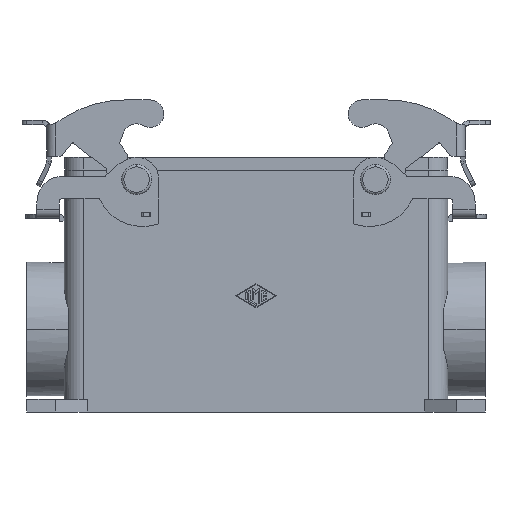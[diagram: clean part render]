
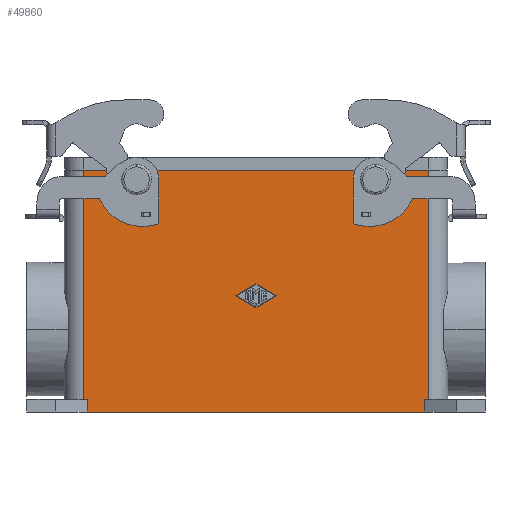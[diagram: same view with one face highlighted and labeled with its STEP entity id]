
A CAD part, front view. The second image highlights one B-rep face of the part: STEP entity #49860.
In plain terms, the highlighted planar face has unit normal (0, -1, 0).
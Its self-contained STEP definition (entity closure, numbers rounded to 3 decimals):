
#13440=CARTESIAN_POINT('',(0.,-22.25,1.5)
);
#13450=VERTEX_POINT('',#13440);
#13500=CARTESIAN_POINT('',(0.,-22.25,0.));
#13510=DIRECTION('',(0.,1.,0.));
#13520=DIRECTION('',(0.,0.,1.));
#13530=AXIS2_PLACEMENT_3D('',#13500,#13510,#13520);
#13540=CIRCLE('',#13530,1.5);
#13550=CARTESIAN_POINT('',(0.,-22.25,
-1.5));
#13560=VERTEX_POINT('',#13550);
#13570=EDGE_CURVE('',#13450,#13560,#13540,.T.);
#20370=CARTESIAN_POINT('',(-75.,-22.25,-1.5));
#20380=VERTEX_POINT('',#20370);
#20560=CARTESIAN_POINT('',(-75.,-22.25,1.5));
#20570=VERTEX_POINT('',#20560);
#20600=CARTESIAN_POINT('',(-75.,-22.25,0.));
#20610=DIRECTION('',(0.,1.,0.));
#20620=DIRECTION('',(0.,0.,1.));
#20630=AXIS2_PLACEMENT_3D('',#20600,#20610,#20620);
#20640=CIRCLE('',#20630,1.5);
#20650=EDGE_CURVE('',#20570,#20380,#20640,.T.);
#39460=CARTESIAN_POINT('',(-37.5,-22.25,-40.249));
#39470=VERTEX_POINT('',#39460);
#39520=CARTESIAN_POINT('',(-37.5,-22.25,-40.249));
#39530=DIRECTION('',(-0.866,0.,0.5));
#39540=VECTOR('',#39530,7.504);
#39550=LINE('',#39520,#39540);
#39560=CARTESIAN_POINT('',(-44.,-22.25,-36.5));
#39570=VERTEX_POINT('',#39560);
#39580=EDGE_CURVE('',#39470,#39570,#39550,.T.);
#39930=CARTESIAN_POINT('',(-31.,-22.25,-36.5));
#39940=VERTEX_POINT('',#39930);
#39990=CARTESIAN_POINT('',(-31.,-22.25,-36.5));
#40000=DIRECTION('',(-0.866,0.,-0.5));
#40010=VECTOR('',#40000,7.504);
#40020=LINE('',#39990,#40010);
#40030=EDGE_CURVE('',#39940,#39470,#40020,.T.);
#40310=CARTESIAN_POINT('',(-37.5,-22.25,-32.751));
#40320=VERTEX_POINT('',#40310);
#40370=CARTESIAN_POINT('',(-37.5,-22.25,-32.751));
#40380=DIRECTION('',(0.866,0.,-0.5));
#40390=VECTOR('',#40380,7.504);
#40400=LINE('',#40370,#40390);
#40410=EDGE_CURVE('',#40320,#39940,#40400,.T.);
#40660=CARTESIAN_POINT('',(-44.,-22.25,-36.5));
#40670=DIRECTION('',(0.866,0.,0.5));
#40680=VECTOR('',#40670,7.504);
#40690=LINE('',#40660,#40680);
#40700=EDGE_CURVE('',#39570,#40320,#40690,.T.);
#48990=CARTESIAN_POINT('',(15.5,-22.25,-73.));
#49000=DIRECTION('',(0.,-1.,0.));
#49010=DIRECTION('',(0.,0.,-1.));
#49020=AXIS2_PLACEMENT_3D('',#48990,#49000,#49010);
#49030=PLANE('',#49020);
#49040=CARTESIAN_POINT('',(-90.5,-22.25,-69.));
#49050=DIRECTION('',(-1.,0.,0.));
#49060=VECTOR('',#49050,1.25);
#49070=LINE('',#49040,#49060);
#49080=CARTESIAN_POINT('',(-90.5,-22.25,-69.));
#49090=VERTEX_POINT('',#49080);
#49100=CARTESIAN_POINT('',(-91.75,-22.25,-69.));
#49110=VERTEX_POINT('',#49100);
#49120=EDGE_CURVE('',#49090,#49110,#49070,.T.);
#49130=ORIENTED_EDGE('',*,*,#49120,.F.);
#49140=CARTESIAN_POINT('',(-91.75,-22.25,-69.));
#49150=DIRECTION('',(0.,0.,1.));
#49160=VECTOR('',#49150,72.);
#49170=LINE('',#49140,#49160);
#49180=CARTESIAN_POINT('',(-91.75,-22.25,3.));
#49190=VERTEX_POINT('',#49180);
#49200=EDGE_CURVE('',#49110,#49190,#49170,.T.);
#49210=ORIENTED_EDGE('',*,*,#49200,.F.);
#49220=CARTESIAN_POINT('',(16.75,-22.25,3.));
#49230=DIRECTION('',(-1.,0.,0.));
#49240=VECTOR('',#49230,108.5);
#49250=LINE('',#49220,#49240);
#49260=CARTESIAN_POINT('',(16.75,-22.25,3.));
#49270=VERTEX_POINT('',#49260);
#49280=EDGE_CURVE('',#49270,#49190,#49250,.T.);
#49290=ORIENTED_EDGE('',*,*,#49280,.T.);
#49300=CARTESIAN_POINT('',(16.75,-22.25,-69.));
#49310=DIRECTION('',(0.,0.,1.));
#49320=VECTOR('',#49310,72.);
#49330=LINE('',#49300,#49320);
#49340=CARTESIAN_POINT('',(16.75,-22.25,-69.));
#49350=VERTEX_POINT('',#49340);
#49360=EDGE_CURVE('',#49350,#49270,#49330,.T.);
#49370=ORIENTED_EDGE('',*,*,#49360,.T.);
#49380=CARTESIAN_POINT('',(16.75,-22.25,-69.));
#49390=DIRECTION('',(-1.,0.,0.));
#49400=VECTOR('',#49390,1.25);
#49410=LINE('',#49380,#49400);
#49420=CARTESIAN_POINT('',(15.5,-22.25,-69.));
#49430=VERTEX_POINT('',#49420);
#49440=EDGE_CURVE('',#49350,#49430,#49410,.T.);
#49450=ORIENTED_EDGE('',*,*,#49440,.F.);
#49460=CARTESIAN_POINT('',(15.5,-22.25,-73.));
#49470=DIRECTION('',(0.,0.,1.));
#49480=VECTOR('',#49470,4.);
#49490=LINE('',#49460,#49480);
#49500=CARTESIAN_POINT('',(15.5,-22.25,-73.));
#49510=VERTEX_POINT('',#49500);
#49520=EDGE_CURVE('',#49510,#49430,#49490,.T.);
#49530=ORIENTED_EDGE('',*,*,#49520,.T.);
#49540=CARTESIAN_POINT('',(15.5,-22.25,-73.));
#49550=DIRECTION('',(-1.,0.,0.));
#49560=VECTOR('',#49550,106.);
#49570=LINE('',#49540,#49560);
#49580=CARTESIAN_POINT('',(-90.5,-22.25,-73.));
#49590=VERTEX_POINT('',#49580);
#49600=EDGE_CURVE('',#49510,#49590,#49570,.T.);
#49610=ORIENTED_EDGE('',*,*,#49600,.F.);
#49620=CARTESIAN_POINT('',(-90.5,-22.25,-73.));
#49630=DIRECTION('',(0.,0.,1.));
#49640=VECTOR('',#49630,4.);
#49650=LINE('',#49620,#49640);
#49660=EDGE_CURVE('',#49590,#49090,#49650,.T.);
#49670=ORIENTED_EDGE('',*,*,#49660,.F.);
#49680=EDGE_LOOP('',(#49670,#49610,#49530,#49450,#49370,#49290,#49210,
#49130));
#49690=FACE_OUTER_BOUND('',#49680,.T.);
#49700=ORIENTED_EDGE('',*,*,#13570,.T.);
#49710=EDGE_CURVE('',#13560,#13450,#13540,.T.);
#49720=ORIENTED_EDGE('',*,*,#49710,.T.);
#49730=EDGE_LOOP('',(#49720,#49700));
#49740=FACE_BOUND('',#49730,.T.);
#49750=EDGE_CURVE('',#20380,#20570,#20640,.T.);
#49760=ORIENTED_EDGE('',*,*,#49750,.T.);
#49770=ORIENTED_EDGE('',*,*,#20650,.T.);
#49780=EDGE_LOOP('',(#49770,#49760));
#49790=FACE_BOUND('',#49780,.T.);
#49800=ORIENTED_EDGE('',*,*,#40030,.T.);
#49810=ORIENTED_EDGE('',*,*,#40410,.T.);
#49820=ORIENTED_EDGE('',*,*,#40700,.T.);
#49830=ORIENTED_EDGE('',*,*,#39580,.T.);
#49840=EDGE_LOOP('',(#49830,#49820,#49810,#49800));
#49850=FACE_BOUND('',#49840,.T.);
#49860=ADVANCED_FACE('',(#49690,#49740,#49790,#49850),#49030,.T.);
